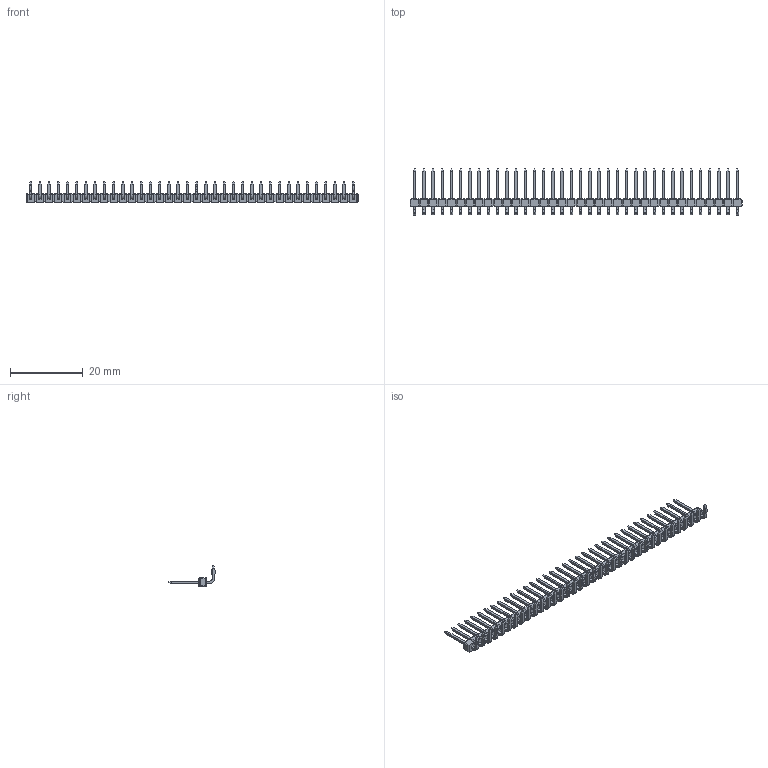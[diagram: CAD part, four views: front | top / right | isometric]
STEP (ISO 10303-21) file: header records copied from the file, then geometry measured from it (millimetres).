
FILE_DESCRIPTION((''),'2;1');
FILE_NAME('022289361','2015-04-23T',('me'),(''),'PRO/ENGINEER BY PARAMETRIC TECHNOLOGY CORPORATION, 2011490','PRO/ENGINEER BY PARAMETRIC TECHNOLOGY CORPORATION, 2011490','');
FILE_SCHEMA(('CONFIG_CONTROL_DESIGN'));
Length unit declared in the file: inch
Products named in the file (1): 022289361
Bounding box: 91.44 x 12.81 x 5.92 mm (x, y, z)
Volume: 690.9 mm3; surface area: 2242.5 mm2
Topology: 1 solids, 1 shells, 1400 faces, 3466 edges, 2212 vertices
Faces by surface type: plane 1310, cylinder 90
Entity records: 40406 total; most frequent: CARTESIAN_POINT 7079, ORIENTED_EDGE 6932, DIRECTION 6448, EDGE_CURVE 3466, VECTOR 3286, LINE 3286, VERTEX_POINT 2212, AXIS2_PLACEMENT_3D 1581
